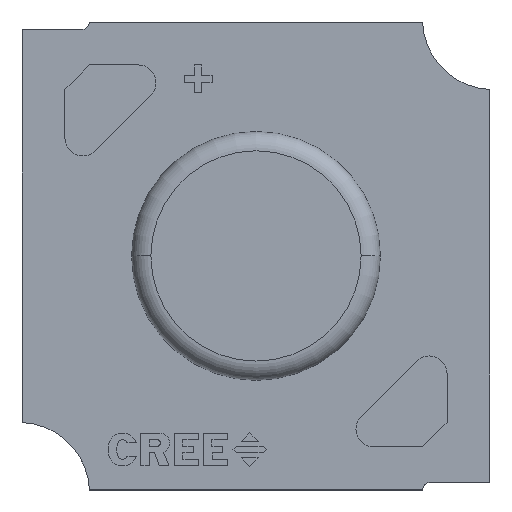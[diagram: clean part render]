
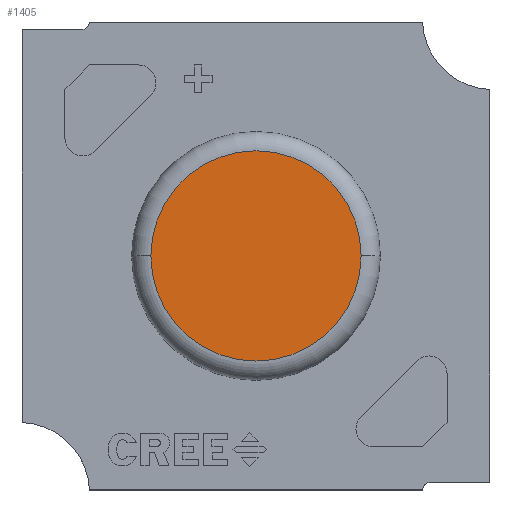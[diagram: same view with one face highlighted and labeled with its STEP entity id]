
A CAD part, top view. The second image highlights one B-rep face of the part: STEP entity #1405.
In plain terms, the highlighted planar face has unit normal (0, 0, 1).
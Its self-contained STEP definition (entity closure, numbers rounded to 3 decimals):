
#2 = DIRECTION ( 'NONE',  ( 0., 0., -1. ) ) ;
#220 = DIRECTION ( 'NONE',  ( -1., 0., 0. ) ) ;
#257 = VERTEX_POINT ( 'NONE', #815 ) ;
#272 = ORIENTED_EDGE ( 'NONE', *, *, #1319, .F. ) ;
#315 = EDGE_CURVE ( 'NONE', #257, #503, #654, .T. ) ;
#456 = FACE_OUTER_BOUND ( 'NONE', #1437, .T. ) ;
#503 = VERTEX_POINT ( 'NONE', #1225 ) ;
#569 = CARTESIAN_POINT ( 'NONE',  ( 0., 0., 0.6 ) ) ;
#654 = CIRCLE ( 'NONE', #1241, 3. ) ;
#679 = CARTESIAN_POINT ( 'NONE',  ( 0., 0., 0.6 ) ) ;
#687 = DIRECTION ( 'NONE',  ( 0., 0., -1. ) ) ;
#755 = ORIENTED_EDGE ( 'NONE', *, *, #315, .F. ) ;
#788 = DIRECTION ( 'NONE',  ( 0., 0., -1. ) ) ;
#815 = CARTESIAN_POINT ( 'NONE',  ( 3., 0., 0.6 ) ) ;
#927 = AXIS2_PLACEMENT_3D ( 'NONE', #679, #788, #220 ) ;
#963 = AXIS2_PLACEMENT_3D ( 'NONE', #1493, #687, #1380 ) ;
#1027 = PLANE ( 'NONE',  #963 ) ;
#1037 = DIRECTION ( 'NONE',  ( -1., 0., 0. ) ) ;
#1129 = CIRCLE ( 'NONE', #927, 3. ) ;
#1225 = CARTESIAN_POINT ( 'NONE',  ( -3., 0., 0.6 ) ) ;
#1241 = AXIS2_PLACEMENT_3D ( 'NONE', #569, #2, #1037 ) ;
#1319 = EDGE_CURVE ( 'NONE', #503, #257, #1129, .T. ) ;
#1380 = DIRECTION ( 'NONE',  ( -1., 0., 0. ) ) ;
#1405 = ADVANCED_FACE ( 'NONE', ( #456 ), #1027, .F. ) ;
#1437 = EDGE_LOOP ( 'NONE', ( #272, #755 ) ) ;
#1493 = CARTESIAN_POINT ( 'NONE',  ( 0., -3., 0.6 ) ) ;
